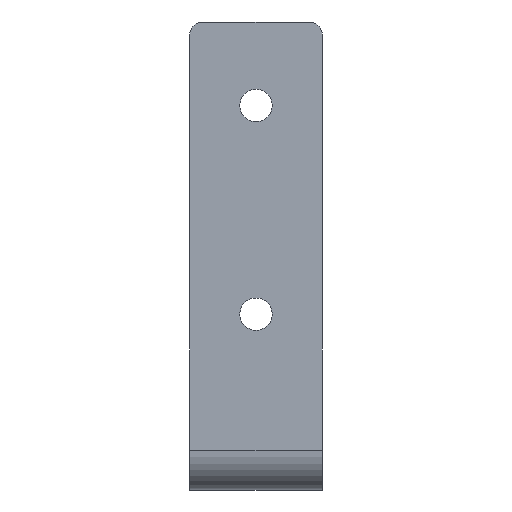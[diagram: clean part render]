
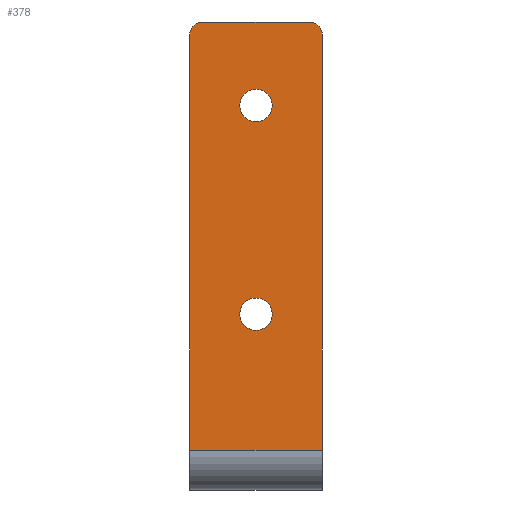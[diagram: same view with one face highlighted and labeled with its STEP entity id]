
A CAD part, left-side view. The second image highlights one B-rep face of the part: STEP entity #378.
In plain terms, the highlighted planar face has unit normal (-1, 0, 0).
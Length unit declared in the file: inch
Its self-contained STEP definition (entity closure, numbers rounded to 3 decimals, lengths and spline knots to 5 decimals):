
#7 = FACE_BOUND ( 'NONE', #918, .T. ) ;
#17 = AXIS2_PLACEMENT_3D ( 'NONE', #102, #805, #884 ) ;
#37 = ORIENTED_EDGE ( 'NONE', *, *, #137, .F. ) ;
#59 = EDGE_CURVE ( 'NONE', #259, #606, #988, .T. ) ;
#93 = CARTESIAN_POINT ( 'NONE',  ( 0., 0., 0.66326 ) ) ;
#102 = CARTESIAN_POINT ( 'NONE',  ( 0., -0.2, 1.71563 ) ) ;
#106 = CARTESIAN_POINT ( 'NONE',  ( 0., -0.2, 1.76563 ) ) ;
#116 = DIRECTION ( 'NONE',  ( 0., 0., 1. ) ) ;
#137 = EDGE_CURVE ( 'NONE', #489, #436, #221, .T. ) ;
#143 = VERTEX_POINT ( 'NONE', #874 ) ;
#147 = ORIENTED_EDGE ( 'NONE', *, *, #416, .F. ) ;
#158 = VECTOR ( 'NONE', #863, 39.37008 ) ;
#165 = DIRECTION ( 'NONE',  ( 0., 0., 1. ) ) ;
#185 = CARTESIAN_POINT ( 'NONE',  ( 0., 0.25, 0.15 ) ) ;
#191 = DIRECTION ( 'NONE',  ( 0., 0., 1. ) ) ;
#204 = DIRECTION ( 'NONE',  ( 0., 0., 1. ) ) ;
#206 = ORIENTED_EDGE ( 'NONE', *, *, #706, .T. ) ;
#210 = FACE_BOUND ( 'NONE', #570, .T. ) ;
#221 = CIRCLE ( 'NONE', #392, 0.06102 ) ;
#248 = DIRECTION ( 'NONE',  ( -1., 0., 0. ) ) ;
#254 = VECTOR ( 'NONE', #662, 39.37008 ) ;
#258 = EDGE_CURVE ( 'NONE', #927, #735, #383, .T. ) ;
#259 = VERTEX_POINT ( 'NONE', #427 ) ;
#298 = CIRCLE ( 'NONE', #504, 0.06102 ) ;
#305 = ORIENTED_EDGE ( 'NONE', *, *, #258, .T. ) ;
#311 = CARTESIAN_POINT ( 'NONE',  ( 0., 0.25, 1.76563 ) ) ;
#312 = AXIS2_PLACEMENT_3D ( 'NONE', #820, #670, #116 ) ;
#313 = PLANE ( 'NONE',  #878 ) ;
#316 = EDGE_CURVE ( 'NONE', #143, #838, #831, .T. ) ;
#341 = CARTESIAN_POINT ( 'NONE',  ( 0., -0.25, 0.15 ) ) ;
#342 = CARTESIAN_POINT ( 'NONE',  ( 0., 0.25, 1.76563 ) ) ;
#348 = CIRCLE ( 'NONE', #718, 0.05 ) ;
#351 = DIRECTION ( 'NONE',  ( 0., 0., -1. ) ) ;
#378 = ADVANCED_FACE ( 'NONE', ( #7, #817, #210 ), #313, .T. ) ;
#382 = CARTESIAN_POINT ( 'NONE',  ( 0., 0.2, 1.71563 ) ) ;
#383 = LINE ( 'NONE', #342, #254 ) ;
#387 = ORIENTED_EDGE ( 'NONE', *, *, #751, .T. ) ;
#392 = AXIS2_PLACEMENT_3D ( 'NONE', #93, #248, #877 ) ;
#402 = CARTESIAN_POINT ( 'NONE',  ( 0., 0.25, 1.76563 ) ) ;
#416 = EDGE_CURVE ( 'NONE', #436, #489, #457, .T. ) ;
#427 = CARTESIAN_POINT ( 'NONE',  ( 0., -0.25, 1.71563 ) ) ;
#436 = VERTEX_POINT ( 'NONE', #870 ) ;
#443 = DIRECTION ( 'NONE',  ( 0., -1., 0. ) ) ;
#457 = CIRCLE ( 'NONE', #962, 0.06102 ) ;
#480 = DIRECTION ( 'NONE',  ( -1., 0., 0. ) ) ;
#489 = VERTEX_POINT ( 'NONE', #789 ) ;
#504 = AXIS2_PLACEMENT_3D ( 'NONE', #752, #594, #191 ) ;
#506 = EDGE_LOOP ( 'NONE', ( #929, #565, #755, #387, #305, #206 ) ) ;
#559 = VERTEX_POINT ( 'NONE', #579 ) ;
#565 = ORIENTED_EDGE ( 'NONE', *, *, #59, .T. ) ;
#570 = EDGE_LOOP ( 'NONE', ( #37, #147 ) ) ;
#579 = CARTESIAN_POINT ( 'NONE',  ( 0., 0.2, 1.76563 ) ) ;
#594 = DIRECTION ( 'NONE',  ( -1., 0., 0. ) ) ;
#603 = CARTESIAN_POINT ( 'NONE',  ( 0., 0.25, 1.71563 ) ) ;
#606 = VERTEX_POINT ( 'NONE', #106 ) ;
#617 = VERTEX_POINT ( 'NONE', #341 ) ;
#625 = LINE ( 'NONE', #970, #844 ) ;
#636 = DIRECTION ( 'NONE',  ( 0., 0., 1. ) ) ;
#657 = LINE ( 'NONE', #673, #700 ) ;
#662 = DIRECTION ( 'NONE',  ( 0., 0., -1. ) ) ;
#670 = DIRECTION ( 'NONE',  ( -1., 0., 0. ) ) ;
#673 = CARTESIAN_POINT ( 'NONE',  ( 0., -0.25, 1.76563 ) ) ;
#675 = EDGE_CURVE ( 'NONE', #838, #143, #298, .T. ) ;
#677 = CARTESIAN_POINT ( 'NONE',  ( 0., 0., 1.38964 ) ) ;
#693 = DIRECTION ( 'NONE',  ( -1., 0., 0. ) ) ;
#700 = VECTOR ( 'NONE', #351, 39.37008 ) ;
#702 = EDGE_CURVE ( 'NONE', #259, #617, #657, .T. ) ;
#706 = EDGE_CURVE ( 'NONE', #735, #617, #625, .T. ) ;
#718 = AXIS2_PLACEMENT_3D ( 'NONE', #382, #693, #204 ) ;
#727 = ORIENTED_EDGE ( 'NONE', *, *, #675, .F. ) ;
#735 = VERTEX_POINT ( 'NONE', #185 ) ;
#751 = EDGE_CURVE ( 'NONE', #559, #927, #348, .T. ) ;
#752 = CARTESIAN_POINT ( 'NONE',  ( 0., 0., 1.45066 ) ) ;
#755 = ORIENTED_EDGE ( 'NONE', *, *, #1010, .F. ) ;
#787 = ORIENTED_EDGE ( 'NONE', *, *, #316, .F. ) ;
#789 = CARTESIAN_POINT ( 'NONE',  ( 0., 0., 0.60224 ) ) ;
#790 = LINE ( 'NONE', #311, #158 ) ;
#795 = CARTESIAN_POINT ( 'NONE',  ( 0., 0., 0.66326 ) ) ;
#805 = DIRECTION ( 'NONE',  ( -1., 0., 0. ) ) ;
#817 = FACE_OUTER_BOUND ( 'NONE', #506, .T. ) ;
#820 = CARTESIAN_POINT ( 'NONE',  ( 0., 0., 1.45066 ) ) ;
#831 = CIRCLE ( 'NONE', #312, 0.06102 ) ;
#838 = VERTEX_POINT ( 'NONE', #677 ) ;
#844 = VECTOR ( 'NONE', #443, 39.37008 ) ;
#863 = DIRECTION ( 'NONE',  ( 0., -1., 0. ) ) ;
#870 = CARTESIAN_POINT ( 'NONE',  ( 0., 0., 0.72429 ) ) ;
#874 = CARTESIAN_POINT ( 'NONE',  ( 0., 0., 1.51169 ) ) ;
#877 = DIRECTION ( 'NONE',  ( 0., 0., 1. ) ) ;
#878 = AXIS2_PLACEMENT_3D ( 'NONE', #402, #480, #165 ) ;
#884 = DIRECTION ( 'NONE',  ( 0., 0., 1. ) ) ;
#918 = EDGE_LOOP ( 'NONE', ( #727, #787 ) ) ;
#927 = VERTEX_POINT ( 'NONE', #603 ) ;
#929 = ORIENTED_EDGE ( 'NONE', *, *, #702, .F. ) ;
#941 = DIRECTION ( 'NONE',  ( -1., 0., 0. ) ) ;
#962 = AXIS2_PLACEMENT_3D ( 'NONE', #795, #941, #636 ) ;
#970 = CARTESIAN_POINT ( 'NONE',  ( 0., 0.25, 0.15 ) ) ;
#988 = CIRCLE ( 'NONE', #17, 0.05 ) ;
#1010 = EDGE_CURVE ( 'NONE', #559, #606, #790, .T. ) ;
